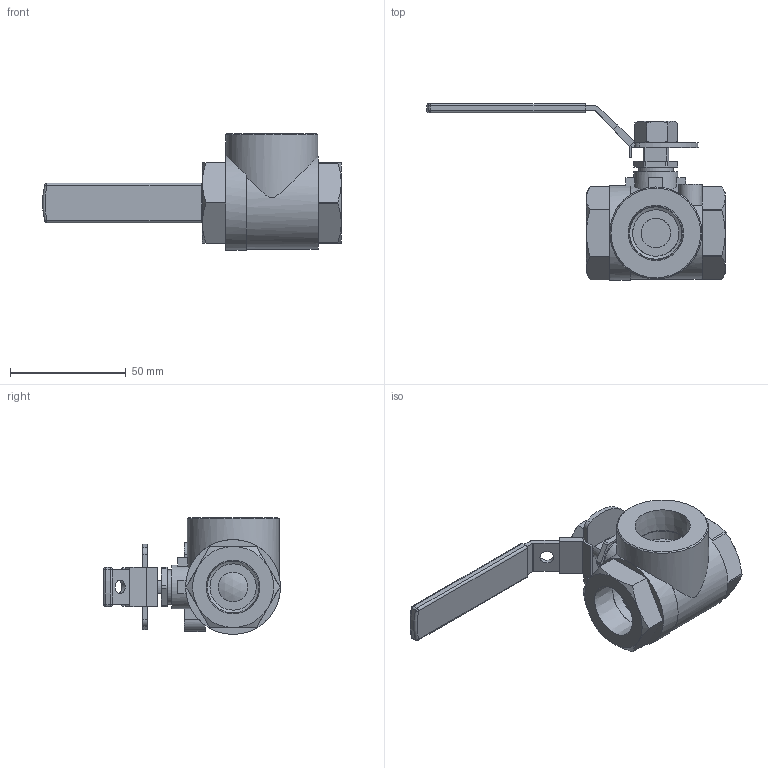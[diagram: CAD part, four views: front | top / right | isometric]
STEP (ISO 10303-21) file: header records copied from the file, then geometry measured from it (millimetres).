
FILE_DESCRIPTION(/* description */ ('Unknown'),/* implementation_level */ '2;1');
FILE_NAME(/* name */ 'DN15-Rev1',/* time_stamp */ '2021-05-07T13:10:19+08:00',/* author */ ('Unknown'),/* organization */ ('Unknown'),/* preprocessor_version */ 'ST-DEVELOPER v16.7',/* originating_system */ 'DEX',/* authorisation */ $);
FILE_SCHEMA (('AUTOMOTIVE_DESIGN {1 0 10303 214 3 1 1}'));
Length unit declared in the file: millimetre
Products named in the file (1): DN15-Rev1
Bounding box: 129 x 76.5 x 50.5 mm (x, y, z)
Volume: 76987.8 mm3; surface area: 25445.3 mm2
Topology: 1 solids, 1 shells, 258 faces, 648 edges, 414 vertices
Faces by surface type: plane 150, cylinder 54, cone 39, bspline 8, sphere 5, torus 2
Full cylindrical faces by diameter (mm): 3.797 x2, 6 x1, 8.5 x1, 12.8 x4, 15 x1, 19 x1, 20 x3, 22.6 x3, 39.75 x1, 41 x1
Entity records: 8236 total; most frequent: CARTESIAN_POINT 2263, ORIENTED_EDGE 1216, DIRECTION 1185, EDGE_CURVE 608, AXIS2_PLACEMENT_3D 414, VERTEX_POINT 405, LINE 357, VECTOR 357
